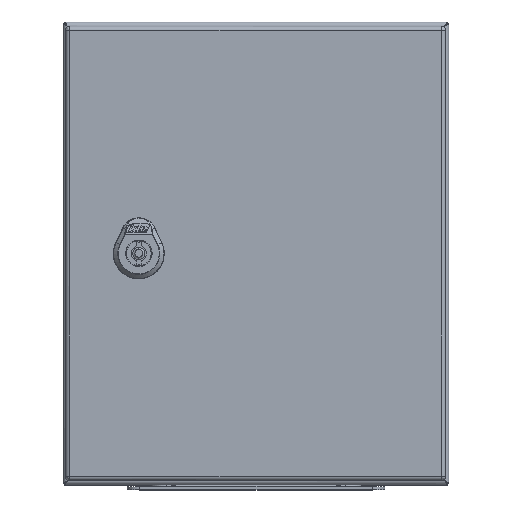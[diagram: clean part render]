
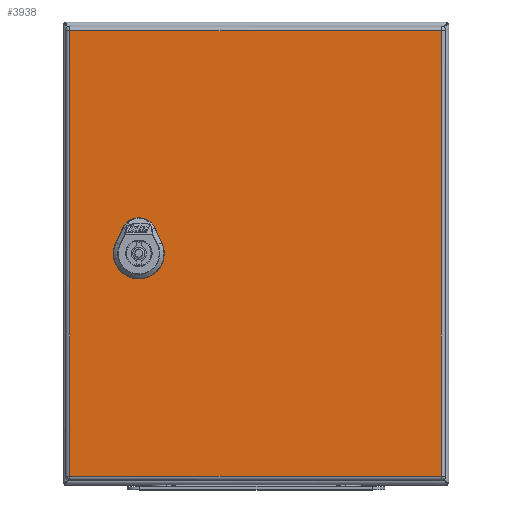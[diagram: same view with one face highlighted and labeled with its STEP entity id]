
A CAD part, top view. The second image highlights one B-rep face of the part: STEP entity #3938.
In plain terms, the highlighted face is planar.
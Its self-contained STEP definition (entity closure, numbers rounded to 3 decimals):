
#778=FACE_BOUND('',#6139,.T.);
#779=FACE_BOUND('',#6140,.T.);
#3938=ADVANCED_FACE('',(#778,#779),#4600,.F.);
#4600=PLANE('',#18242);
#6139=EDGE_LOOP('',(#9798,#9799,#9800,#9801,#9802,#9803,#9804,#9805));
#6140=EDGE_LOOP('',(#9806,#9807,#9808,#9809));
#6976=CIRCLE('',#18238,11.25);
#6977=CIRCLE('',#18239,11.25);
#6978=CIRCLE('',#18240,11.25);
#6979=CIRCLE('',#18241,11.25);
#9798=ORIENTED_EDGE('',*,*,#14279,.T.);
#9799=ORIENTED_EDGE('',*,*,#14280,.T.);
#9800=ORIENTED_EDGE('',*,*,#14281,.T.);
#9801=ORIENTED_EDGE('',*,*,#14282,.T.);
#9802=ORIENTED_EDGE('',*,*,#14283,.T.);
#9803=ORIENTED_EDGE('',*,*,#14284,.T.);
#9804=ORIENTED_EDGE('',*,*,#14285,.T.);
#9805=ORIENTED_EDGE('',*,*,#14286,.T.);
#9806=ORIENTED_EDGE('',*,*,#14287,.T.);
#9807=ORIENTED_EDGE('',*,*,#14288,.T.);
#9808=ORIENTED_EDGE('',*,*,#14289,.T.);
#9809=ORIENTED_EDGE('',*,*,#14290,.T.);
#12546=VERTEX_POINT('',#32871);
#12547=VERTEX_POINT('',#32872);
#12548=VERTEX_POINT('',#32874);
#12549=VERTEX_POINT('',#32876);
#12550=VERTEX_POINT('',#32878);
#12551=VERTEX_POINT('',#32880);
#12552=VERTEX_POINT('',#32882);
#12553=VERTEX_POINT('',#32884);
#12554=VERTEX_POINT('',#32887);
#12555=VERTEX_POINT('',#32888);
#12556=VERTEX_POINT('',#32890);
#12557=VERTEX_POINT('',#32892);
#14279=EDGE_CURVE('',#12546,#12547,#15842,.T.);
#14280=EDGE_CURVE('',#12547,#12548,#6976,.T.);
#14281=EDGE_CURVE('',#12548,#12549,#15843,.T.);
#14282=EDGE_CURVE('',#12549,#12550,#6977,.T.);
#14283=EDGE_CURVE('',#12550,#12551,#15844,.T.);
#14284=EDGE_CURVE('',#12551,#12552,#6978,.T.);
#14285=EDGE_CURVE('',#12552,#12553,#15845,.T.);
#14286=EDGE_CURVE('',#12553,#12546,#6979,.T.);
#14287=EDGE_CURVE('',#12554,#12555,#15846,.T.);
#14288=EDGE_CURVE('',#12555,#12556,#15847,.T.);
#14289=EDGE_CURVE('',#12556,#12557,#15848,.T.);
#14290=EDGE_CURVE('',#12557,#12554,#15849,.T.);
#15842=LINE('',#32870,#16960);
#15843=LINE('',#32875,#16961);
#15844=LINE('',#32879,#16962);
#15845=LINE('',#32883,#16963);
#15846=LINE('',#32886,#16964);
#15847=LINE('',#32889,#16965);
#15848=LINE('',#32891,#16966);
#15849=LINE('',#32893,#16967);
#16960=VECTOR('',#20930,1.);
#16961=VECTOR('',#20933,1.);
#16962=VECTOR('',#20936,1.);
#16963=VECTOR('',#20939,1.);
#16964=VECTOR('',#20942,1.);
#16965=VECTOR('',#20943,1.);
#16966=VECTOR('',#20944,1.);
#16967=VECTOR('',#20945,1.);
#18238=AXIS2_PLACEMENT_3D('',#32873,#20931,#20932);
#18239=AXIS2_PLACEMENT_3D('',#32877,#20934,#20935);
#18240=AXIS2_PLACEMENT_3D('',#32881,#20937,#20938);
#18241=AXIS2_PLACEMENT_3D('',#32885,#20940,#20941);
#18242=AXIS2_PLACEMENT_3D('',#32894,#20946,#20947);
#20930=DIRECTION('',(-1.,0.,0.));
#20931=DIRECTION('',(0.,0.,1.));
#20932=DIRECTION('',(1.,0.,0.));
#20933=DIRECTION('',(0.,-1.,0.));
#20934=DIRECTION('',(0.,0.,1.));
#20935=DIRECTION('',(1.,0.,0.));
#20936=DIRECTION('',(1.,0.,0.));
#20937=DIRECTION('',(0.,0.,1.));
#20938=DIRECTION('',(1.,0.,0.));
#20939=DIRECTION('',(0.,1.,0.));
#20940=DIRECTION('',(0.,0.,1.));
#20941=DIRECTION('',(1.,0.,0.));
#20942=DIRECTION('',(0.,1.,0.));
#20943=DIRECTION('',(1.,0.,0.));
#20944=DIRECTION('',(0.,-1.,0.));
#20945=DIRECTION('',(-1.,0.,0.));
#20946=DIRECTION('',(0.,0.,1.));
#20947=DIRECTION('',(-1.,0.,0.));
#32870=CARTESIAN_POINT('',(-120.65,10.2,0.));
#32871=CARTESIAN_POINT('',(80.396,10.2,0.));
#32872=CARTESIAN_POINT('',(70.904,10.2,0.));
#32873=CARTESIAN_POINT('',(75.65,0.,0.));
#32874=CARTESIAN_POINT('',(65.45,4.746,0.));
#32875=CARTESIAN_POINT('',(65.45,-144.7,0.));
#32876=CARTESIAN_POINT('',(65.45,-4.746,0.));
#32877=CARTESIAN_POINT('',(75.65,0.,0.));
#32878=CARTESIAN_POINT('',(70.904,-10.2,0.));
#32879=CARTESIAN_POINT('',(-120.65,-10.2,0.));
#32880=CARTESIAN_POINT('',(80.396,-10.2,0.));
#32881=CARTESIAN_POINT('',(75.65,0.,0.));
#32882=CARTESIAN_POINT('',(85.85,-4.746,0.));
#32883=CARTESIAN_POINT('',(85.85,-144.7,0.));
#32884=CARTESIAN_POINT('',(85.85,4.746,0.));
#32885=CARTESIAN_POINT('',(75.65,0.,0.));
#32886=CARTESIAN_POINT('',(-120.35,-144.7,0.));
#32887=CARTESIAN_POINT('',(-120.35,-144.4,0.));
#32888=CARTESIAN_POINT('',(-120.35,144.4,0.));
#32889=CARTESIAN_POINT('',(-120.65,144.4,0.));
#32890=CARTESIAN_POINT('',(120.35,144.4,0.));
#32891=CARTESIAN_POINT('',(120.35,-144.7,0.));
#32892=CARTESIAN_POINT('',(120.35,-144.4,0.));
#32893=CARTESIAN_POINT('',(-120.65,-144.4,0.));
#32894=CARTESIAN_POINT('',(-120.65,-144.7,0.));
